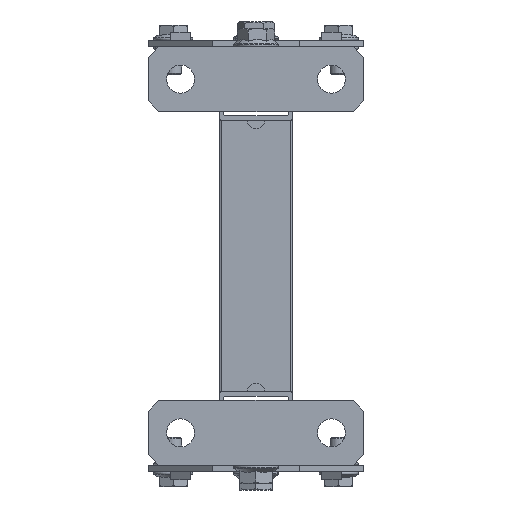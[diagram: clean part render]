
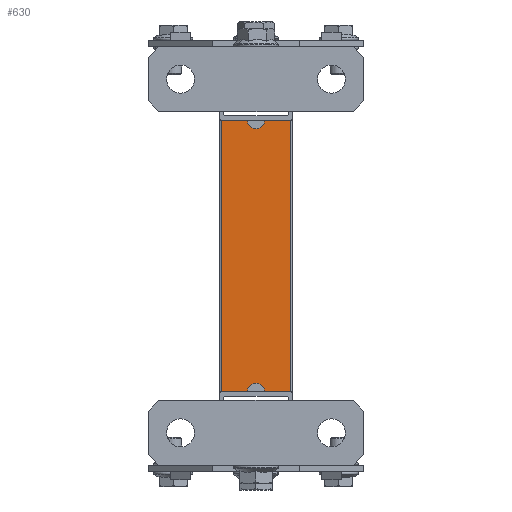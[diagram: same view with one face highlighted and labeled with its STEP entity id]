
A CAD part, front view. The second image highlights one B-rep face of the part: STEP entity #630.
In plain terms, the highlighted face is planar.
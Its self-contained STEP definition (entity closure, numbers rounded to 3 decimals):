
#80 = VECTOR ( 'NONE', #895, 1000. ) ;
#171 = FACE_OUTER_BOUND ( 'NONE', #856, .T. ) ;
#222 = ORIENTED_EDGE ( 'NONE', *, *, #8097, .T. ) ;
#332 = EDGE_CURVE ( 'NONE', #8786, #1541, #7423, .T. ) ;
#630 = ADVANCED_FACE ( 'NONE', ( #171 ), #1489, .F. ) ;
#665 = DIRECTION ( 'NONE',  ( -1., 0., 0. ) ) ;
#856 = EDGE_LOOP ( 'NONE', ( #4171, #6678, #10357, #222, #6238, #1543, #5881, #10120 ) ) ;
#895 = DIRECTION ( 'NONE',  ( 0., -1., 0. ) ) ;
#1127 = LINE ( 'NONE', #1721, #80 ) ;
#1144 = VERTEX_POINT ( 'NONE', #8927 ) ;
#1169 = EDGE_CURVE ( 'NONE', #6247, #5496, #7789, .T. ) ;
#1216 = EDGE_CURVE ( 'NONE', #1144, #2959, #7404, .T. ) ;
#1489 = PLANE ( 'NONE',  #5331 ) ;
#1520 = EDGE_CURVE ( 'NONE', #4969, #2959, #4924, .T. ) ;
#1541 = VERTEX_POINT ( 'NONE', #8671 ) ;
#1543 = ORIENTED_EDGE ( 'NONE', *, *, #6027, .F. ) ;
#1721 = CARTESIAN_POINT ( 'NONE',  ( -16., 126., 17. ) ) ;
#1741 = DIRECTION ( 'NONE',  ( 1., 0., 0. ) ) ;
#1833 = CARTESIAN_POINT ( 'NONE',  ( 16., 126., 17. ) ) ;
#1895 = CARTESIAN_POINT ( 'NONE',  ( 16., 126., 17. ) ) ;
#2030 = LINE ( 'NONE', #1833, #9270 ) ;
#2166 = VERTEX_POINT ( 'NONE', #10331 ) ;
#2205 = CARTESIAN_POINT ( 'NONE',  ( -17., 126., 17. ) ) ;
#2224 = VECTOR ( 'NONE', #5573, 1000. ) ;
#2232 = CIRCLE ( 'NONE', #3471, 4. ) ;
#2714 = AXIS2_PLACEMENT_3D ( 'NONE', #9405, #4488, #8599 ) ;
#2769 = LINE ( 'NONE', #3053, #7561 ) ;
#2959 = VERTEX_POINT ( 'NONE', #10136 ) ;
#3053 = CARTESIAN_POINT ( 'NONE',  ( -17., 0., 17. ) ) ;
#3138 = VECTOR ( 'NONE', #4125, 1000. ) ;
#3408 = CARTESIAN_POINT ( 'NONE',  ( -17., 126., 17. ) ) ;
#3471 = AXIS2_PLACEMENT_3D ( 'NONE', #7091, #9657, #10371 ) ;
#3503 = EDGE_CURVE ( 'NONE', #8786, #1144, #1127, .T. ) ;
#3872 = DIRECTION ( 'NONE',  ( 1., 0., 0. ) ) ;
#4125 = DIRECTION ( 'NONE',  ( 1., 0., 0. ) ) ;
#4171 = ORIENTED_EDGE ( 'NONE', *, *, #1216, .T. ) ;
#4488 = DIRECTION ( 'NONE',  ( 0., 0., 1. ) ) ;
#4924 = CIRCLE ( 'NONE', #2714, 4. ) ;
#4969 = VERTEX_POINT ( 'NONE', #6947 ) ;
#5331 = AXIS2_PLACEMENT_3D ( 'NONE', #2205, #5531, #665 ) ;
#5363 = CARTESIAN_POINT ( 'NONE',  ( -16., 126., 17. ) ) ;
#5482 = VECTOR ( 'NONE', #1741, 1000. ) ;
#5496 = VERTEX_POINT ( 'NONE', #1895 ) ;
#5531 = DIRECTION ( 'NONE',  ( 0., 0., -1. ) ) ;
#5573 = DIRECTION ( 'NONE',  ( 1., 0., 0. ) ) ;
#5633 = CARTESIAN_POINT ( 'NONE',  ( 4., 126., 17. ) ) ;
#5881 = ORIENTED_EDGE ( 'NONE', *, *, #332, .F. ) ;
#5933 = DIRECTION ( 'NONE',  ( 0., 1., 0. ) ) ;
#6027 = EDGE_CURVE ( 'NONE', #1541, #6247, #2232, .T. ) ;
#6238 = ORIENTED_EDGE ( 'NONE', *, *, #1169, .F. ) ;
#6247 = VERTEX_POINT ( 'NONE', #5633 ) ;
#6678 = ORIENTED_EDGE ( 'NONE', *, *, #1520, .F. ) ;
#6947 = CARTESIAN_POINT ( 'NONE',  ( 4., 0., 17. ) ) ;
#7091 = CARTESIAN_POINT ( 'NONE',  ( 0., 126., 17. ) ) ;
#7404 = LINE ( 'NONE', #10709, #3138 ) ;
#7423 = LINE ( 'NONE', #3408, #5482 ) ;
#7561 = VECTOR ( 'NONE', #3872, 1000. ) ;
#7789 = LINE ( 'NONE', #10528, #2224 ) ;
#8097 = EDGE_CURVE ( 'NONE', #2166, #5496, #2030, .T. ) ;
#8599 = DIRECTION ( 'NONE',  ( 1., 0., 0. ) ) ;
#8671 = CARTESIAN_POINT ( 'NONE',  ( -4., 126., 17. ) ) ;
#8786 = VERTEX_POINT ( 'NONE', #5363 ) ;
#8927 = CARTESIAN_POINT ( 'NONE',  ( -16., 0., 17. ) ) ;
#9270 = VECTOR ( 'NONE', #5933, 1000. ) ;
#9405 = CARTESIAN_POINT ( 'NONE',  ( 0., 0., 17. ) ) ;
#9464 = EDGE_CURVE ( 'NONE', #4969, #2166, #2769, .T. ) ;
#9657 = DIRECTION ( 'NONE',  ( 0., 0., 1. ) ) ;
#10120 = ORIENTED_EDGE ( 'NONE', *, *, #3503, .T. ) ;
#10136 = CARTESIAN_POINT ( 'NONE',  ( -4., 0., 17. ) ) ;
#10331 = CARTESIAN_POINT ( 'NONE',  ( 16., 0., 17. ) ) ;
#10357 = ORIENTED_EDGE ( 'NONE', *, *, #9464, .T. ) ;
#10371 = DIRECTION ( 'NONE',  ( 1., 0., 0. ) ) ;
#10528 = CARTESIAN_POINT ( 'NONE',  ( -17., 126., 17. ) ) ;
#10709 = CARTESIAN_POINT ( 'NONE',  ( -17., 0., 17. ) ) ;
